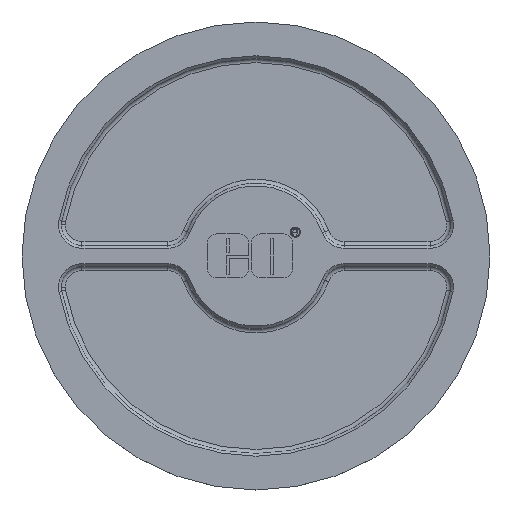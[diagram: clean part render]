
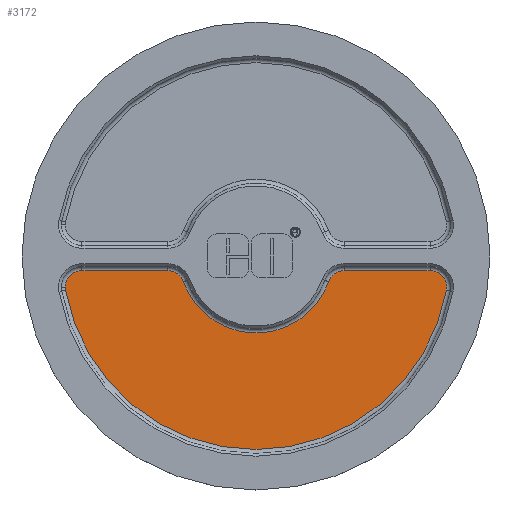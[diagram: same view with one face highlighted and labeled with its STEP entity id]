
A CAD part, top view. The second image highlights one B-rep face of the part: STEP entity #3172.
In plain terms, the highlighted planar face has unit normal (0, 0, 1).
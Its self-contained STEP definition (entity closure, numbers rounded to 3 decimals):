
#610 = VERTEX_POINT ( 'NONE', #1212 ) ;
#625 = EDGE_CURVE ( 'NONE', #900, #610, #1210, .T. ) ;
#900 = VERTEX_POINT ( 'NONE', #1711 ) ;
#1206 = DIRECTION ( 'NONE',  ( -1., 0., 0. ) ) ;
#1207 = DIRECTION ( 'NONE',  ( 0., 0., -1. ) ) ;
#1208 = CARTESIAN_POINT ( 'NONE',  ( -16.733, -3., -2.5 ) ) ;
#1209 = AXIS2_PLACEMENT_3D ( 'NONE', #1208, #1207, #1206 ) ;
#1210 = CIRCLE ( 'NONE', #1209, 1.6 ) ;
#1212 = CARTESIAN_POINT ( 'NONE',  ( -16.733, -1.4, -2.5 ) ) ;
#1711 = CARTESIAN_POINT ( 'NONE',  ( -18.333, -3., -2.5 ) ) ;
#3043 = DIRECTION ( 'NONE',  ( 0., 0., -1. ) ) ;
#3045 = CIRCLE ( 'NONE', #3049, 1.6 ) ;
#3046 = DIRECTION ( 'NONE',  ( -1., 0., 0. ) ) ;
#3047 = DIRECTION ( 'NONE',  ( 0., 0., -1. ) ) ;
#3048 = CARTESIAN_POINT ( 'NONE',  ( 8.485, -3., -2.5 ) ) ;
#3049 = AXIS2_PLACEMENT_3D ( 'NONE', #3048, #3047, #3046 ) ;
#3051 = DIRECTION ( 'NONE',  ( -1., 0., 0. ) ) ;
#3172 = ADVANCED_FACE ( 'NONE', ( #3401 ), #3384, .F. ) ;
#3173 = ORIENTED_EDGE ( 'NONE', *, *, #3174, .F. ) ;
#3174 = EDGE_CURVE ( 'NONE', #3175, #3176, #3045, .T. ) ;
#3175 = VERTEX_POINT ( 'NONE', #3408 ) ;
#3176 = VERTEX_POINT ( 'NONE', #3407 ) ;
#3177 = ORIENTED_EDGE ( 'NONE', *, *, #3178, .T. ) ;
#3178 = EDGE_CURVE ( 'NONE', #3175, #3179, #3411, .T. ) ;
#3179 = VERTEX_POINT ( 'NONE', #3706 ) ;
#3180 = ORIENTED_EDGE ( 'NONE', *, *, #3181, .F. ) ;
#3181 = EDGE_CURVE ( 'NONE', #3182, #3179, #3698, .T. ) ;
#3182 = VERTEX_POINT ( 'NONE', #3709 ) ;
#3183 = ORIENTED_EDGE ( 'NONE', *, *, #3184, .T. ) ;
#3184 = EDGE_CURVE ( 'NONE', #3182, #610, #3691, .T. ) ;
#3190 = ORIENTED_EDGE ( 'NONE', *, *, #3191, .F. ) ;
#3191 = EDGE_CURVE ( 'NONE', #3192, #900, #3702, .T. ) ;
#3192 = VERTEX_POINT ( 'NONE', #3712 ) ;
#3193 = ORIENTED_EDGE ( 'NONE', *, *, #3194, .T. ) ;
#3194 = EDGE_CURVE ( 'NONE', #3192, #3195, #3717, .T. ) ;
#3195 = VERTEX_POINT ( 'NONE', #3723 ) ;
#3196 = ORIENTED_EDGE ( 'NONE', *, *, #3197, .F. ) ;
#3197 = EDGE_CURVE ( 'NONE', #3198, #3195, #3722, .T. ) ;
#3198 = VERTEX_POINT ( 'NONE', #3727 ) ;
#3199 = ORIENTED_EDGE ( 'NONE', *, *, #3200, .T. ) ;
#3200 = EDGE_CURVE ( 'NONE', #3198, #3176, #3728, .T. ) ;
#3215 = EDGE_LOOP ( 'NONE', ( #3173, #3177, #3180, #3183, #3327, #3190, #3193, #3196, #3199 ) ) ;
#3327 = ORIENTED_EDGE ( 'NONE', *, *, #625, .F. ) ;
#3383 = AXIS2_PLACEMENT_3D ( 'NONE', #3393, #3392, #3391 ) ;
#3384 = PLANE ( 'NONE',  #3383 ) ;
#3391 = DIRECTION ( 'NONE',  ( -1., 0., 0. ) ) ;
#3392 = DIRECTION ( 'NONE',  ( 0., 0., -1. ) ) ;
#3393 = CARTESIAN_POINT ( 'NONE',  ( 0., 0., -2.5 ) ) ;
#3401 = FACE_OUTER_BOUND ( 'NONE', #3215, .T. ) ;
#3407 = CARTESIAN_POINT ( 'NONE',  ( 8.485, -1.4, -2.5 ) ) ;
#3408 = CARTESIAN_POINT ( 'NONE',  ( 6.977, -2.467, -2.5 ) ) ;
#3409 = CARTESIAN_POINT ( 'NONE',  ( 0., 0., -2.5 ) ) ;
#3410 = AXIS2_PLACEMENT_3D ( 'NONE', #3409, #3043, #3051 ) ;
#3411 = CIRCLE ( 'NONE', #3410, 7.4 ) ;
#3686 = DIRECTION ( 'NONE',  ( -1., 0., 0. ) ) ;
#3688 = AXIS2_PLACEMENT_3D ( 'NONE', #3689, #3705, #3686 ) ;
#3689 = CARTESIAN_POINT ( 'NONE',  ( -8.485, -3., -2.5 ) ) ;
#3691 = LINE ( 'NONE', #3704, #3697 ) ;
#3693 = DIRECTION ( 'NONE',  ( -1., 0., 0. ) ) ;
#3694 = DIRECTION ( 'NONE',  ( 0., 0., -1. ) ) ;
#3696 = DIRECTION ( 'NONE',  ( -1., 0., 0. ) ) ;
#3697 = VECTOR ( 'NONE', #3696, 1000. ) ;
#3698 = CIRCLE ( 'NONE', #3688, 1.6 ) ;
#3700 = CARTESIAN_POINT ( 'NONE',  ( -16.733, -3., -2.5 ) ) ;
#3701 = AXIS2_PLACEMENT_3D ( 'NONE', #3700, #3694, #3693 ) ;
#3702 = CIRCLE ( 'NONE', #3701, 1.6 ) ;
#3704 = CARTESIAN_POINT ( 'NONE',  ( -18.974, -1.4, -2.5 ) ) ;
#3705 = DIRECTION ( 'NONE',  ( 0., 0., -1. ) ) ;
#3706 = CARTESIAN_POINT ( 'NONE',  ( -6.977, -2.467, -2.5 ) ) ;
#3709 = CARTESIAN_POINT ( 'NONE',  ( -8.485, -1.4, -2.5 ) ) ;
#3712 = CARTESIAN_POINT ( 'NONE',  ( -18.308, -3.282, -2.5 ) ) ;
#3713 = DIRECTION ( 'NONE',  ( -1., 0., 0. ) ) ;
#3714 = DIRECTION ( 'NONE',  ( 0., 0., 1. ) ) ;
#3715 = CARTESIAN_POINT ( 'NONE',  ( 0., 0., -2.5 ) ) ;
#3716 = AXIS2_PLACEMENT_3D ( 'NONE', #3715, #3714, #3713 ) ;
#3717 = CIRCLE ( 'NONE', #3716, 18.6 ) ;
#3718 = DIRECTION ( 'NONE',  ( -1., 0., 0. ) ) ;
#3719 = DIRECTION ( 'NONE',  ( 0., 0., -1. ) ) ;
#3720 = CARTESIAN_POINT ( 'NONE',  ( 16.733, -3., -2.5 ) ) ;
#3721 = AXIS2_PLACEMENT_3D ( 'NONE', #3720, #3719, #3718 ) ;
#3722 = CIRCLE ( 'NONE', #3721, 1.6 ) ;
#3723 = CARTESIAN_POINT ( 'NONE',  ( 18.308, -3.282, -2.5 ) ) ;
#3724 = DIRECTION ( 'NONE',  ( -1., 0., 0. ) ) ;
#3725 = VECTOR ( 'NONE', #3724, 1000. ) ;
#3726 = CARTESIAN_POINT ( 'NONE',  ( 6.928, -1.4, -2.5 ) ) ;
#3727 = CARTESIAN_POINT ( 'NONE',  ( 16.733, -1.4, -2.5 ) ) ;
#3728 = LINE ( 'NONE', #3726, #3725 ) ;
